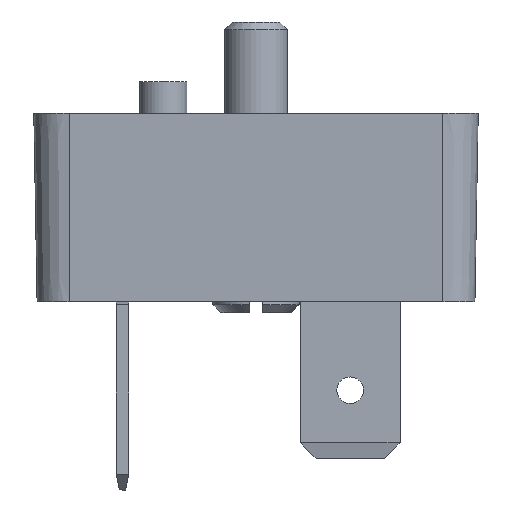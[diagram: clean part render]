
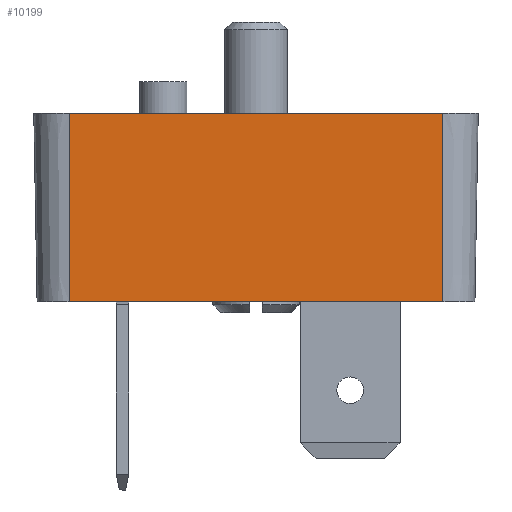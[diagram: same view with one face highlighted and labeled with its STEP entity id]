
A CAD part, front view. The second image highlights one B-rep face of the part: STEP entity #10199.
In plain terms, the highlighted planar face has unit normal (0, -1, -0.018).
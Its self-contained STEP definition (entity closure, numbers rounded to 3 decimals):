
#178 = ORIENTED_EDGE ( 'NONE', *, *, #416, .T. ) ;
#392 = DIRECTION ( 'NONE',  ( 0., -0.017, 1. ) ) ;
#416 = EDGE_CURVE ( 'NONE', #5836, #1153, #9650, .T. ) ;
#457 = CARTESIAN_POINT ( 'NONE',  ( 11.9, -10.55, 12. ) ) ;
#526 = AXIS2_PLACEMENT_3D ( 'NONE', #2091, #4829, #11106 ) ;
#976 = VECTOR ( 'NONE', #1850, 1000. ) ;
#1153 = VERTEX_POINT ( 'NONE', #10316 ) ;
#1182 = EDGE_CURVE ( 'NONE', #1153, #1870, #6490, .T. ) ;
#1850 = DIRECTION ( 'NONE',  ( 1., 0., 0. ) ) ;
#1870 = VERTEX_POINT ( 'NONE', #4668 ) ;
#2091 = CARTESIAN_POINT ( 'NONE',  ( -14.15, -10.55, 12. ) ) ;
#2386 = EDGE_CURVE ( 'NONE', #7053, #5836, #4261, .T. ) ;
#3359 = LINE ( 'NONE', #6309, #976 ) ;
#3588 = EDGE_LOOP ( 'NONE', ( #3780, #8963, #178, #11273 ) ) ;
#3780 = ORIENTED_EDGE ( 'NONE', *, *, #5621, .T. ) ;
#4261 = LINE ( 'NONE', #457, #6305 ) ;
#4668 = CARTESIAN_POINT ( 'NONE',  ( -11.9, -10.341, 0. ) ) ;
#4815 = DIRECTION ( 'NONE',  ( -1., 0., 0. ) ) ;
#4829 = DIRECTION ( 'NONE',  ( 0., -1., -0.017 ) ) ;
#4935 = CARTESIAN_POINT ( 'NONE',  ( -14.15, -10.55, 12. ) ) ;
#5621 = EDGE_CURVE ( 'NONE', #1870, #7053, #3359, .T. ) ;
#5836 = VERTEX_POINT ( 'NONE', #11459 ) ;
#6305 = VECTOR ( 'NONE', #392, 1000. ) ;
#6309 = CARTESIAN_POINT ( 'NONE',  ( 0., -10.341, 0. ) ) ;
#6490 = LINE ( 'NONE', #10553, #6522 ) ;
#6522 = VECTOR ( 'NONE', #10572, 1000. ) ;
#7053 = VERTEX_POINT ( 'NONE', #7274 ) ;
#7274 = CARTESIAN_POINT ( 'NONE',  ( 11.9, -10.341, 0. ) ) ;
#8947 = FACE_OUTER_BOUND ( 'NONE', #3588, .T. ) ;
#8963 = ORIENTED_EDGE ( 'NONE', *, *, #2386, .T. ) ;
#9650 = LINE ( 'NONE', #4935, #9736 ) ;
#9736 = VECTOR ( 'NONE', #4815, 1000. ) ;
#10199 = ADVANCED_FACE ( 'NONE', ( #8947 ), #11062, .T. ) ;
#10316 = CARTESIAN_POINT ( 'NONE',  ( -11.9, -10.55, 12. ) ) ;
#10553 = CARTESIAN_POINT ( 'NONE',  ( -11.9, -10.55, 12. ) ) ;
#10572 = DIRECTION ( 'NONE',  ( 0., 0.017, -1. ) ) ;
#11062 = PLANE ( 'NONE',  #526 ) ;
#11106 = DIRECTION ( 'NONE',  ( 0., 0.017, -1. ) ) ;
#11273 = ORIENTED_EDGE ( 'NONE', *, *, #1182, .T. ) ;
#11459 = CARTESIAN_POINT ( 'NONE',  ( 11.9, -10.55, 12. ) ) ;
